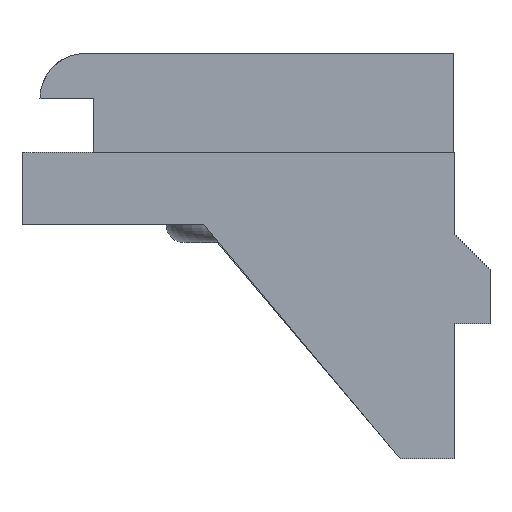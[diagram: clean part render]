
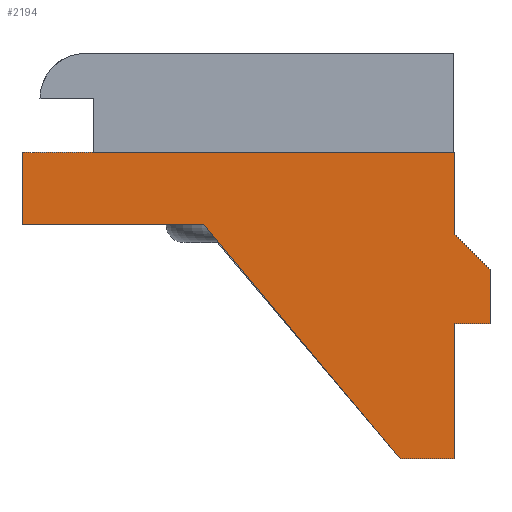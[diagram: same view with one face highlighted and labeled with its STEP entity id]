
A CAD part, front view. The second image highlights one B-rep face of the part: STEP entity #2194.
In plain terms, the highlighted planar face has unit normal (0, -1, 0).
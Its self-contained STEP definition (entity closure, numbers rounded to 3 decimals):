
#3 = LINE ( 'NONE', #2130, #1780 ) ;
#85 = ORIENTED_EDGE ( 'NONE', *, *, #2180, .F. ) ;
#131 = CARTESIAN_POINT ( 'NONE',  ( -26.758, -6.758, -4. ) ) ;
#168 = CARTESIAN_POINT ( 'NONE',  ( -26.758, -6.758, 0. ) ) ;
#172 = VECTOR ( 'NONE', #245, 1000. ) ;
#185 = FACE_OUTER_BOUND ( 'NONE', #661, .T. ) ;
#245 = DIRECTION ( 'NONE',  ( 1., 0., 0. ) ) ;
#307 = ORIENTED_EDGE ( 'NONE', *, *, #820, .T. ) ;
#319 = VERTEX_POINT ( 'NONE', #1164 ) ;
#359 = CARTESIAN_POINT ( 'NONE',  ( -2.758, -6.758, -17. ) ) ;
#390 = CARTESIAN_POINT ( 'NONE',  ( -0.758, -6.758, -6.5 ) ) ;
#440 = LINE ( 'NONE', #1734, #2319 ) ;
#463 = CARTESIAN_POINT ( 'NONE',  ( -2.758, -6.758, -17. ) ) ;
#474 = ORIENTED_EDGE ( 'NONE', *, *, #1641, .F. ) ;
#500 = VERTEX_POINT ( 'NONE', #2565 ) ;
#521 = VECTOR ( 'NONE', #1650, 1000. ) ;
#633 = LINE ( 'NONE', #2322, #659 ) ;
#659 = VECTOR ( 'NONE', #1907, 1000. ) ;
#661 = EDGE_LOOP ( 'NONE', ( #307, #1540, #85, #2021, #2007, #1488, #1748, #1061, #1553, #474 ) ) ;
#685 = VERTEX_POINT ( 'NONE', #2406 ) ;
#703 = VECTOR ( 'NONE', #988, 1000. ) ;
#733 = VERTEX_POINT ( 'NONE', #168 ) ;
#747 = LINE ( 'NONE', #1809, #703 ) ;
#766 = DIRECTION ( 'NONE',  ( 0., 1., 0. ) ) ;
#796 = VECTOR ( 'NONE', #1021, 1000. ) ;
#809 = CARTESIAN_POINT ( 'NONE',  ( -0.758, -6.758, -9.5 ) ) ;
#820 = EDGE_CURVE ( 'NONE', #500, #960, #1428, .T. ) ;
#867 = VERTEX_POINT ( 'NONE', #2762 ) ;
#890 = EDGE_CURVE ( 'NONE', #685, #1882, #633, .T. ) ;
#960 = VERTEX_POINT ( 'NONE', #2349 ) ;
#988 = DIRECTION ( 'NONE',  ( -0.643, 0., 0.766 ) ) ;
#1021 = DIRECTION ( 'NONE',  ( 0., 0., 1. ) ) ;
#1061 = ORIENTED_EDGE ( 'NONE', *, *, #2183, .F. ) ;
#1083 = DIRECTION ( 'NONE',  ( 0., 0., 1. ) ) ;
#1137 = CARTESIAN_POINT ( 'NONE',  ( -0.758, -6.758, -6.5 ) ) ;
#1157 = VECTOR ( 'NONE', #2302, 1000. ) ;
#1164 = CARTESIAN_POINT ( 'NONE',  ( -26.758, -6.758, -4. ) ) ;
#1235 = EDGE_CURVE ( 'NONE', #867, #1835, #747, .T. ) ;
#1243 = VERTEX_POINT ( 'NONE', #1855 ) ;
#1321 = DIRECTION ( 'NONE',  ( 1., 0., 0. ) ) ;
#1428 = LINE ( 'NONE', #2679, #521 ) ;
#1458 = LINE ( 'NONE', #390, #1950 ) ;
#1476 = EDGE_CURVE ( 'NONE', #733, #960, #2585, .T. ) ;
#1478 = DIRECTION ( 'NONE',  ( 0.707, 0., -0.707 ) ) ;
#1488 = ORIENTED_EDGE ( 'NONE', *, *, #1591, .T. ) ;
#1492 = CARTESIAN_POINT ( 'NONE',  ( -16.666, -6.758, -4. ) ) ;
#1540 = ORIENTED_EDGE ( 'NONE', *, *, #1476, .F. ) ;
#1553 = ORIENTED_EDGE ( 'NONE', *, *, #890, .T. ) ;
#1591 = EDGE_CURVE ( 'NONE', #867, #2055, #2372, .T. ) ;
#1641 = EDGE_CURVE ( 'NONE', #500, #1882, #1458, .T. ) ;
#1650 = DIRECTION ( 'NONE',  ( 0., 0., 1. ) ) ;
#1734 = CARTESIAN_POINT ( 'NONE',  ( -2.758, -6.758, -4. ) ) ;
#1748 = ORIENTED_EDGE ( 'NONE', *, *, #2271, .T. ) ;
#1780 = VECTOR ( 'NONE', #2323, 1000. ) ;
#1809 = CARTESIAN_POINT ( 'NONE',  ( -5.758, -6.758, -17. ) ) ;
#1835 = VERTEX_POINT ( 'NONE', #1492 ) ;
#1855 = CARTESIAN_POINT ( 'NONE',  ( -2.758, -6.758, -9.5 ) ) ;
#1870 = LINE ( 'NONE', #809, #1157 ) ;
#1882 = VERTEX_POINT ( 'NONE', #1137 ) ;
#1907 = DIRECTION ( 'NONE',  ( 0., 0., 1. ) ) ;
#1950 = VECTOR ( 'NONE', #1478, 1000. ) ;
#2007 = ORIENTED_EDGE ( 'NONE', *, *, #1235, .F. ) ;
#2021 = ORIENTED_EDGE ( 'NONE', *, *, #2303, .T. ) ;
#2055 = VERTEX_POINT ( 'NONE', #359 ) ;
#2066 = PLANE ( 'NONE',  #2726 ) ;
#2130 = CARTESIAN_POINT ( 'NONE',  ( -26.758, -6.758, -4. ) ) ;
#2180 = EDGE_CURVE ( 'NONE', #319, #733, #2518, .T. ) ;
#2183 = EDGE_CURVE ( 'NONE', #685, #1243, #1870, .T. ) ;
#2194 = ADVANCED_FACE ( 'NONE', ( #185 ), #2066, .F. ) ;
#2259 = DIRECTION ( 'NONE',  ( 0., 0., -1. ) ) ;
#2271 = EDGE_CURVE ( 'NONE', #2055, #1243, #440, .T. ) ;
#2302 = DIRECTION ( 'NONE',  ( -1., 0., 0. ) ) ;
#2303 = EDGE_CURVE ( 'NONE', #319, #1835, #3, .T. ) ;
#2319 = VECTOR ( 'NONE', #1083, 1000. ) ;
#2322 = CARTESIAN_POINT ( 'NONE',  ( -0.758, -6.758, -9.5 ) ) ;
#2323 = DIRECTION ( 'NONE',  ( 1., 0., 0. ) ) ;
#2349 = CARTESIAN_POINT ( 'NONE',  ( -2.758, -6.758, 0. ) ) ;
#2372 = LINE ( 'NONE', #463, #172 ) ;
#2406 = CARTESIAN_POINT ( 'NONE',  ( -0.758, -6.758, -9.5 ) ) ;
#2518 = LINE ( 'NONE', #2709, #796 ) ;
#2538 = VECTOR ( 'NONE', #1321, 1000. ) ;
#2565 = CARTESIAN_POINT ( 'NONE',  ( -2.758, -6.758, -4.5 ) ) ;
#2585 = LINE ( 'NONE', #2598, #2538 ) ;
#2598 = CARTESIAN_POINT ( 'NONE',  ( -26.758, -6.758, 0. ) ) ;
#2679 = CARTESIAN_POINT ( 'NONE',  ( -2.758, -6.758, -4. ) ) ;
#2709 = CARTESIAN_POINT ( 'NONE',  ( -26.758, -6.758, -4. ) ) ;
#2726 = AXIS2_PLACEMENT_3D ( 'NONE', #131, #766, #2259 ) ;
#2762 = CARTESIAN_POINT ( 'NONE',  ( -5.758, -6.758, -17. ) ) ;
